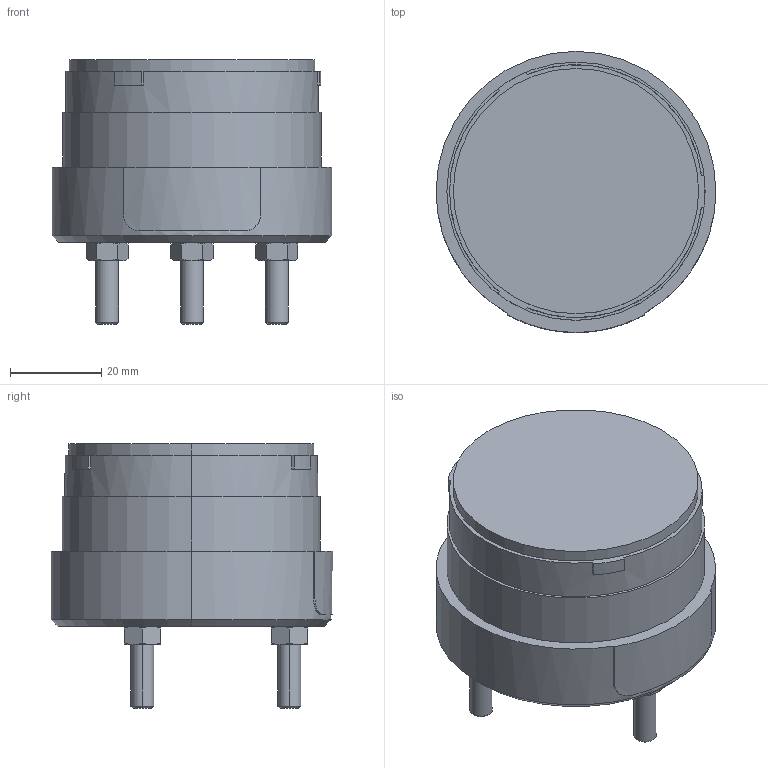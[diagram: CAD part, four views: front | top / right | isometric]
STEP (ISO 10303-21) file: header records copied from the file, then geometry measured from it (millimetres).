
FILE_DESCRIPTION(('starvars output'),'2;1');
FILE_NAME('XVUZ01Q_3D.stp','09:09:44 2020/04/08',( 'Thomas Industrial Network Germany GmbH'),( 'Thomas Industrial Network Germany GmbH'),'unknown preprocess','ACIS' ,'unknown authorization');
FILE_SCHEMA(('AUTOMOTIVE_DESIGN_CC2 {UNKNOWN IMPLEMENTATION LEVEL}'));
Length unit declared in the file: millimetre
Products named in the file (1): PRODUCT_ID_1
Bounding box: 61.4 x 61.71 x 58.09 mm (x, y, z)
Volume: 108183.3 mm3; surface area: 14128.5 mm2
Topology: 1 solids, 1 shells, 118 faces, 265 edges, 158 vertices
Faces by surface type: cone 56, plane 41, cylinder 21
Entity records: 3681 total; most frequent: CARTESIAN_POINT 612, ORIENTED_EDGE 530, DIRECTION 309, EDGE_CURVE 265, VERTEX_POINT 158, EDGE_LOOP 127, FACE_BOUND 127, STYLED_ITEM 119
